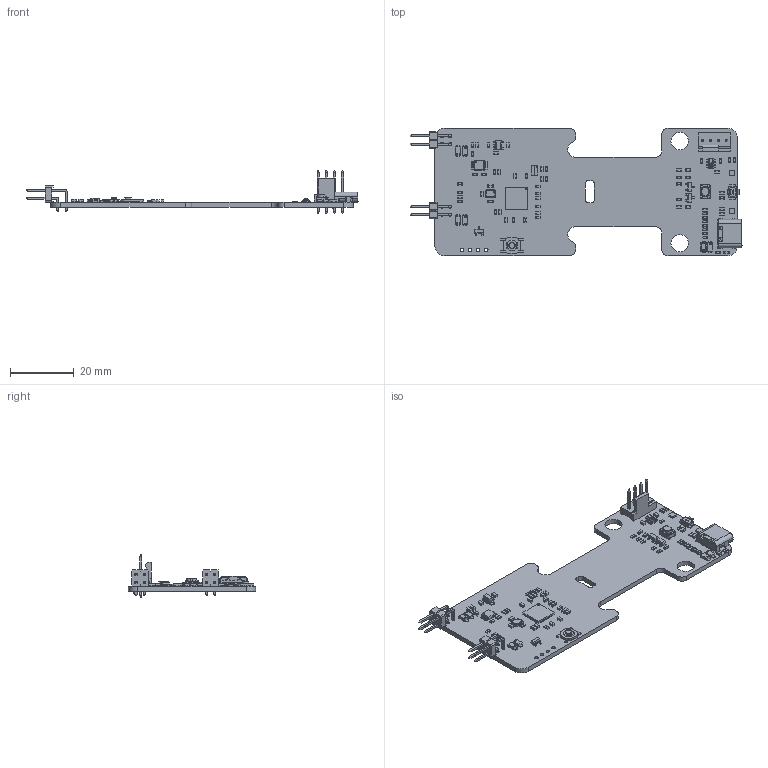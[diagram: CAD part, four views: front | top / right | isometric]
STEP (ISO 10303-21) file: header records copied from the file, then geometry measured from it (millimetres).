
FILE_DESCRIPTION(/* description */ (''),/* implementation_level */ '2;1');
FILE_NAME(/* name */ 'Fan_Unit_Smart_V1.1.step',/* time_stamp */ '2024-02-11T20:10:42+01:00',/* author */ ('Ivan Kuleshov'),/* organization */ ('Uptime Industies Inc.'),/* preprocessor_version */ 'ST-DEVELOPER v20',/* originating_system */ 'Autodesk Translation Framework v12.20.1.177',/* authorisation */ 'Creative Commons Attribution-ShareAlike (CC BY-SA), Uptime Industries Inc., 447 Broadway #2114, New York, NY 10013, The United States');
FILE_SCHEMA (('AUTOMOTIVE_DESIGN { 1 0 10303 214 3 1 1 }'));
Products named in the file (152): STEP_FULL for Fan_Unit_PCB_V1.1.PcbDoc; Board; Open CASCADE STEP translator 7.5 1.1.1; X1; User Library-Crystal_ECX-32; User Library-Crystal_ECX-32_MetalFrame; User Library-Crystal_ECX-32_Pin1Marker; User Library-Crystal_ECX-32_Pin3; User Library-Crystal_ECX-32_Pin1; User Library-Crystal_ECX-32_Lid; User Library-Crystal_ECX-32_Pin4; User Library-Crystal_ECX-32_Pin2; User Library-Crystal_ECX-32_Ceramic; U5; 2370860154880; Body; Open CASCADE STEP translator 6.8 1.1.1; Leader; U4; User Library-W25X05CLUXIG; Part_496; Part_525; Part_553; Part_581; Part_609; Part_637; Part_665; Part_740; Part_739; Part_18370; U3; DBV6; U2; User Library-QFN56_0_4; U1; User Library-MSOP8; S3; SKRPAC; S2; SKSCLC ...
Assembly tree (226 placements, depth 6):
  STEP_FULL for Fan_Unit_PCB_V1.1.PcbDoc
    Board
      Open CASCADE STEP translator 7.5 1.1.1
    X1
      User Library-Crystal_ECX-32
        User Library-Crystal_ECX-32_MetalFrame
        User Library-Crystal_ECX-32_Pin1Marker
        User Library-Crystal_ECX-32_Pin3
        User Library-Crystal_ECX-32_Pin1
        User Library-Crystal_ECX-32_Lid
        User Library-Crystal_ECX-32_Pin4
        User Library-Crystal_ECX-32_Pin2
        User Library-Crystal_ECX-32_Ceramic
    U5
      2370860154880
        Body
          Open CASCADE STEP translator 6.8 1.1.1
        Leader  x5
    U4
      User Library-W25X05CLUXIG
        Part_496
        Part_525
        Part_553
        Part_581
        Part_609
        Part_637
        Part_665
        Part_740
        Part_739
        Part_18370
    U3
      DBV6
    U2
      User Library-QFN56_0_4
    U1
      User Library-MSOP8
    S3
      SKRPAC
    S2
      SKSCLC
    S1
      User Library-SMD button 5x5x1_5
    R27
      res0603
    R26
      res0603
    R25
      res0603
    R24
      res0603
    R23
      res0603
    R22
      res0603
    R21
      res0603
    R20
      res0603
    R19
      res0603
Bounding box: 104.33 x 40 x 13.5 mm (x, y, z)
Volume: 5736.6 mm3; surface area: 9896 mm2
Topology: 204 solids, 601 shells, 6362 faces, 16284 edges, 10625 vertices
Faces by surface type: plane 4804, cylinder 1212, bspline 193, sphere 88, torus 42, cone 23
Full cylindrical faces by diameter (mm): 0.3 x1, 0.4 x1, 0.5 x4, 0.6 x3, 0.62 x6, 0.7 x2, 1 x8, 1.1 x8, 1.25 x1, 2 x1, 5.5 x2
Entity records: 131789 total; most frequent: CARTESIAN_POINT 28104, DIRECTION 20027, ORIENTED_EDGE 19725, EDGE_CURVE 10458, LINE 8265, VECTOR 8265, VERTEX_POINT 7145, AXIS2_PLACEMENT_3D 5881
